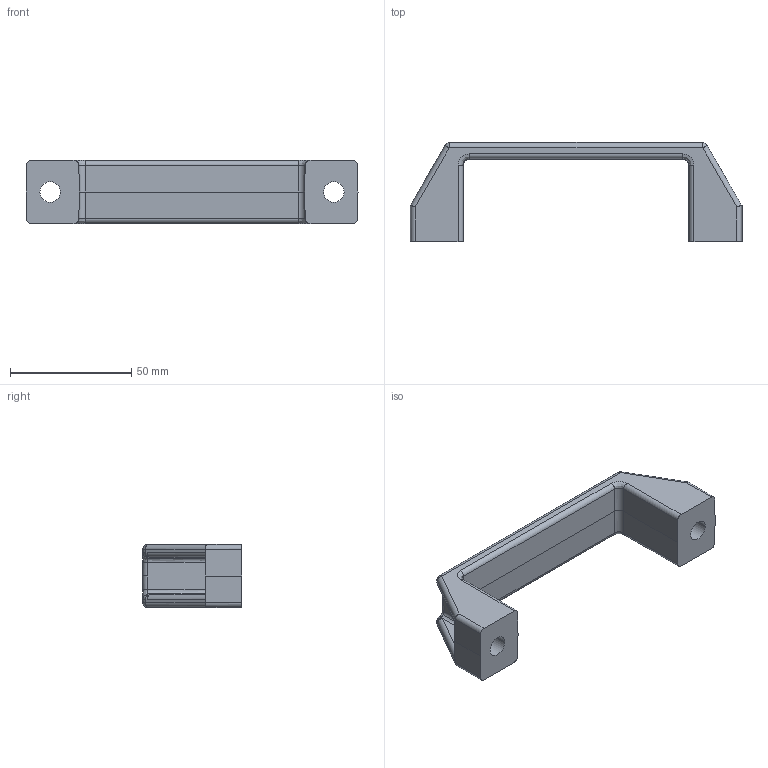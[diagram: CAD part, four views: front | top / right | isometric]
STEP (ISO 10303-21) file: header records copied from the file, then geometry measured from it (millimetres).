
FILE_DESCRIPTION (( 'STEP AP203' ), '1' );
FILE_NAME ('_N1440.step', '2013-03-25T15:49:51', ( 'NORCAN' ), ( 'Microsoft' ), 'SwSTEP 2.0', 'SolidWorks 2011', '' );
FILE_SCHEMA (( 'CONFIG_CONTROL_DESIGN' ));
Length unit declared in the file: millimetre
Products named in the file (1): _N1440
Bounding box: 137 x 41 x 26 mm (x, y, z)
Volume: 40701.5 mm3; surface area: 15764.2 mm2
Topology: 1 solids, 1 shells, 100 faces, 242 edges, 146 vertices
Faces by surface type: bspline 44, plane 30, cylinder 26
Entity records: 4342 total; most frequent: CARTESIAN_POINT 2186, ORIENTED_EDGE 484, DIRECTION 364, EDGE_CURVE 242, VERTEX_POINT 146, AXIS2_PLACEMENT_3D 123, LINE 118, VECTOR 118
